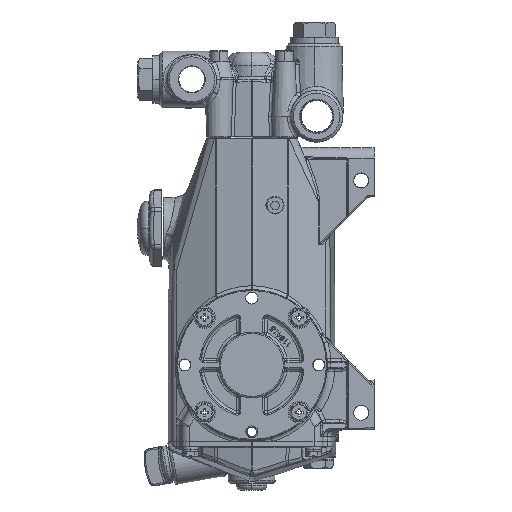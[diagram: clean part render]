
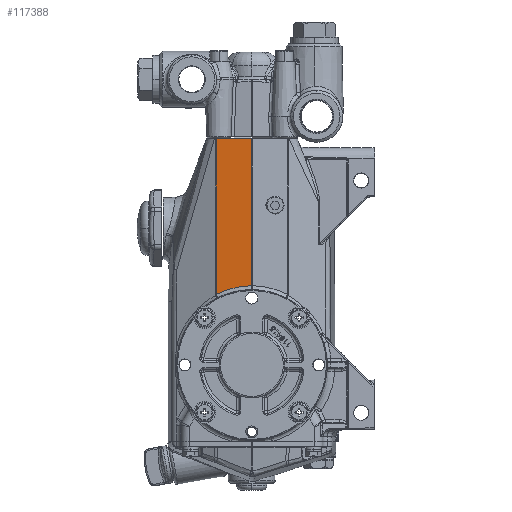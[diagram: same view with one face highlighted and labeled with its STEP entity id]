
A CAD part, left-side view. The second image highlights one B-rep face of the part: STEP entity #117388.
In plain terms, the highlighted planar face has unit normal (-0.993, 0.117, 0).
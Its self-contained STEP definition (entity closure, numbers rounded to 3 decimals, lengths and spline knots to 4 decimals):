
#870 = LINE ( 'NONE', #12084, #20248 ) ;
#2461 = CARTESIAN_POINT ( 'NONE',  ( -2.5956, 1.0366, 6.5354 ) ) ;
#6747 = EDGE_CURVE ( 'NONE', #128705, #38682, #127236, .T. ) ;
#7138 = AXIS2_PLACEMENT_3D ( 'NONE', #2461, #99141, #130709 ) ;
#9907 = CARTESIAN_POINT ( 'NONE',  ( -2.7163, 0.0092, 6.5157 ) ) ;
#12084 = CARTESIAN_POINT ( 'NONE',  ( -2.7163, 0.0092, 6.5354 ) ) ;
#15345 = DIRECTION ( 'NONE',  ( 0.117, 0.993, 0. ) ) ;
#19956 = ORIENTED_EDGE ( 'NONE', *, *, #55591, .T. ) ;
#20248 = VECTOR ( 'NONE', #97541, 39.3701 ) ;
#24122 = VECTOR ( 'NONE', #79935, 39.3701 ) ;
#38616 = LINE ( 'NONE', #81327, #24122 ) ;
#38682 = VERTEX_POINT ( 'NONE', #126843 ) ;
#39521 = VERTEX_POINT ( 'NONE', #53914 ) ;
#53914 = CARTESIAN_POINT ( 'NONE',  ( -2.7163, 0.0092, 2.2833 ) ) ;
#54353 = FACE_OUTER_BOUND ( 'NONE', #82111, .T. ) ;
#55591 = EDGE_CURVE ( 'NONE', #105942, #39521, #135857, .T. ) ;
#66644 = CARTESIAN_POINT ( 'NONE',  ( -2.7163, 0.0092, 2.2833 ) ) ;
#70897 = ORIENTED_EDGE ( 'NONE', *, *, #6747, .T. ) ;
#71371 = ORIENTED_EDGE ( 'NONE', *, *, #73260, .T. ) ;
#73260 = EDGE_CURVE ( 'NONE', #38682, #105942, #38616, .T. ) ;
#79935 = DIRECTION ( 'NONE',  ( 0., 0., -1. ) ) ;
#81327 = CARTESIAN_POINT ( 'NONE',  ( -2.597, 1.0253, 6.5354 ) ) ;
#82111 = EDGE_LOOP ( 'NONE', ( #71371, #19956, #127193, #70897 ) ) ;
#85088 = CARTESIAN_POINT ( 'NONE',  ( -2.597, 1.0253, 2.0334 ) ) ;
#88619 = PLANE ( 'NONE',  #7138 ) ;
#91122 = EDGE_CURVE ( 'NONE', #39521, #128705, #870, .T. ) ;
#97541 = DIRECTION ( 'NONE',  ( 0., 0., 1. ) ) ;
#98169 = CARTESIAN_POINT ( 'NONE',  ( -2.6746, 0.3643, 2.2798 ) ) ;
#99141 = DIRECTION ( 'NONE',  ( 0.993, -0.117, 0. ) ) ;
#100922 = CARTESIAN_POINT ( 'NONE',  ( -2.6341, 0.7091, 2.1949 ) ) ;
#105942 = VERTEX_POINT ( 'NONE', #85088 ) ;
#111421 = CARTESIAN_POINT ( 'NONE',  ( -2.597, 1.0253, 2.0334 ) ) ;
#116310 = VECTOR ( 'NONE', #15345, 39.3701 ) ;
#117388 = ADVANCED_FACE ( 'NONE', ( #54353 ), #88619, .F. ) ;
#126549 = CARTESIAN_POINT ( 'NONE',  ( -2.597, 1.0253, 6.5157 ) ) ;
#126843 = CARTESIAN_POINT ( 'NONE',  ( -2.597, 1.0253, 6.5157 ) ) ;
#127193 = ORIENTED_EDGE ( 'NONE', *, *, #91122, .T. ) ;
#127236 = LINE ( 'NONE', #126549, #116310 ) ;
#128705 = VERTEX_POINT ( 'NONE', #9907 ) ;
#130709 = DIRECTION ( 'NONE',  ( 0.117, 0.993, 0. ) ) ;
#135857 =( BOUNDED_CURVE ( )  B_SPLINE_CURVE ( 3, ( #111421, #100922, #98169, #66644 ),
 .UNSPECIFIED., .F., .F. ) 
 B_SPLINE_CURVE_WITH_KNOTS ( ( 4, 4 ),
 ( 4.24, 4.7023 ),
 .UNSPECIFIED. ) 
 CURVE ( )  GEOMETRIC_REPRESENTATION_ITEM ( )  RATIONAL_B_SPLINE_CURVE ( ( 1., 0.982, 0.982, 1. ) ) 
 REPRESENTATION_ITEM ( '' )  );
